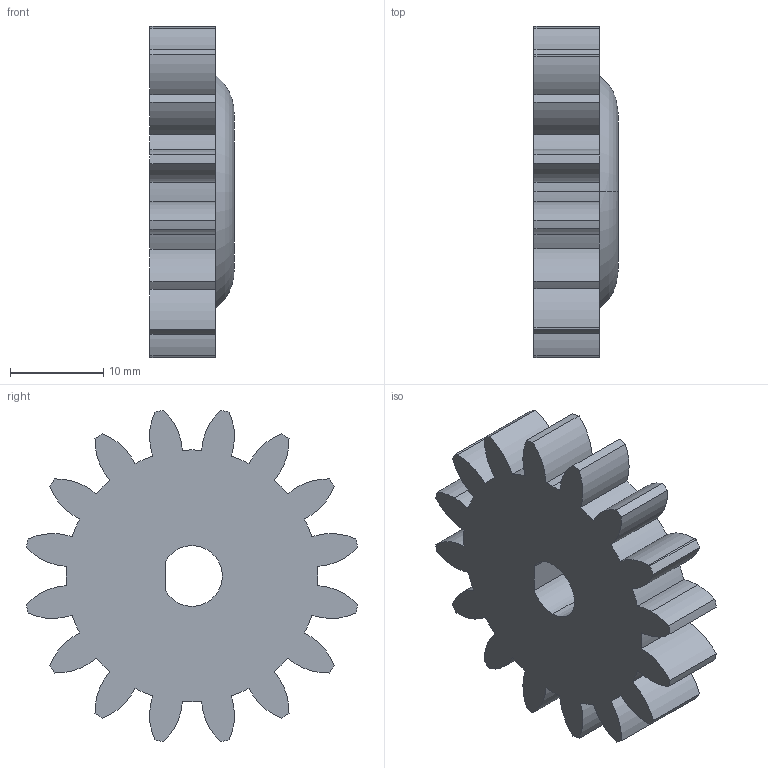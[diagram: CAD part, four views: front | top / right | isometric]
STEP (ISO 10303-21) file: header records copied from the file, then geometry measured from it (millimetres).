
FILE_DESCRIPTION (( 'STEP AP203' ), '1' );
FILE_NAME ('wheel-gear-motor-new-x2.STEP', '2019-10-22T11:37:22', ( '' ), ( '' ), 'SwSTEP 2.0', 'SolidWorks 2013', '' );
FILE_SCHEMA (( 'CONFIG_CONTROL_DESIGN' ));
Length unit declared in the file: millimetre
Products named in the file (1): wheel-gear-motor-new-x2
Bounding box: 9 x 35.48 x 35.48 mm (x, y, z)
Volume: 5896.6 mm3; surface area: 3125.6 mm2
Topology: 1 solids, 1 shells, 78 faces, 225 edges, 150 vertices
Faces by surface type: cylinder 72, plane 4, torus 2
Entity records: 2740 total; most frequent: DIRECTION 533, CARTESIAN_POINT 454, ORIENTED_EDGE 450, AXIS2_PLACEMENT_3D 229, EDGE_CURVE 225, VERTEX_POINT 150, CIRCLE 150, EDGE_LOOP 81
